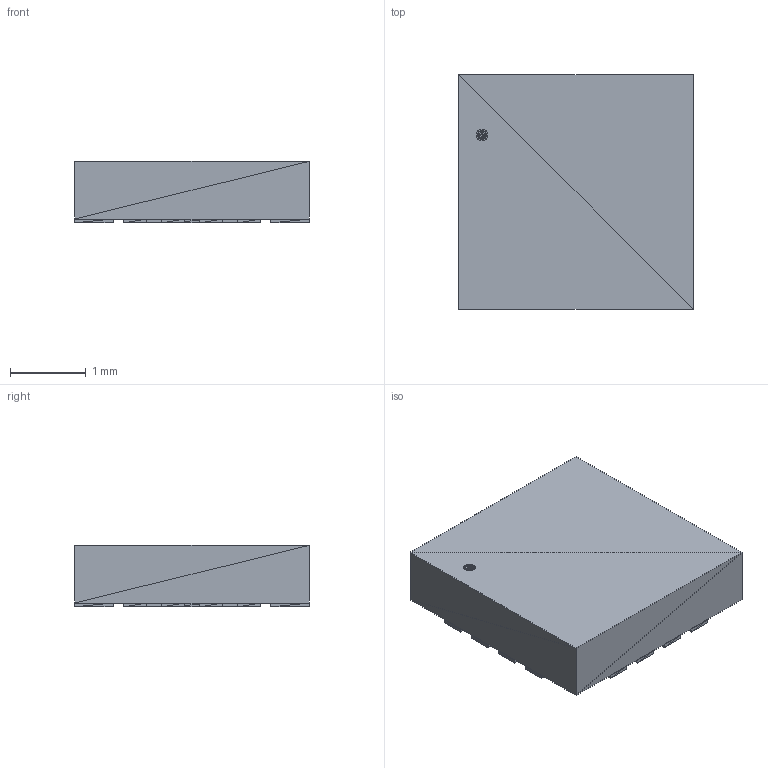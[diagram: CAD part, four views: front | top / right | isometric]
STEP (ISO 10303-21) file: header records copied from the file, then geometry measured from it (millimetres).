
FILE_DESCRIPTION(('STEP AP214'),'1');
FILE_NAME('21-0136I_T1633-5-M','2018-12-09T13:58:01',(''),(''),'','','');
FILE_SCHEMA(('AUTOMOTIVE_DESIGN'));
Length unit declared in the file: millimetre
Products named in the file (1): product
Bounding box: 3.1 x 3.1 x 0.81 mm (x, y, z)
Surface area: 38.3 mm2 (no closed solid volume)
Topology: 0 solids, 344 shells, 344 faces, 1032 edges, 1032 vertices
Faces by surface type: plane 344
Entity records: 11411 total; most frequent: CARTESIAN_POINT 2409, DIRECTION 1722, ORIENTED_EDGE 1032, EDGE_CURVE 1032, VERTEX_POINT 1032, LINE 1032, VECTOR 1032, AXIS2_PLACEMENT_3D 345
